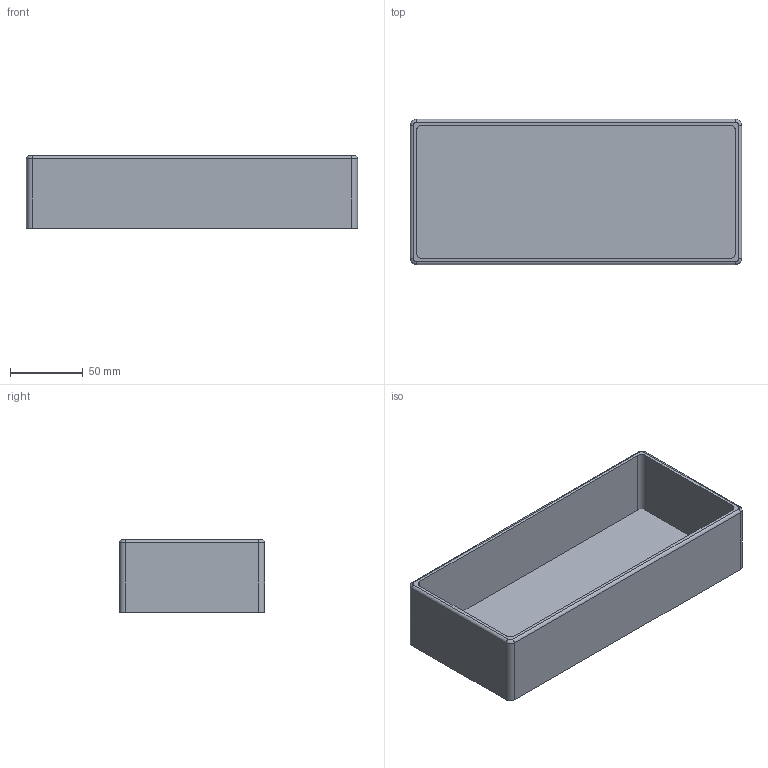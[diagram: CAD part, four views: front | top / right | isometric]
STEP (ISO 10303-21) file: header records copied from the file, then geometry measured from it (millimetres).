
FILE_DESCRIPTION(/* description */ ('STEP AP242','CAx-IF Rec.Pracs.---Representation and Presentation of Product Manufacturing Information (PMI)---4.0---2014-10-13','CAx-IF Rec.Pracs.---3D Tessellated Geometry---0.4---2014-09-14','2;1'),/* implementation_level */ '2;1');
FILE_NAME(/* name */ '64871163ad75a23d9437c0ed',/* time_stamp */ '2023-06-12T12:36:51Z',/* author */ (''),/* organization */ (''),/* preprocessor_version */ 'ST-DEVELOPER v19.4',/* originating_system */ ' ',/* authorisation */ ' ');
FILE_SCHEMA (('AP242_MANAGED_MODEL_BASED_3D_ENGINEERING_MIM_LF { 1 0 10303 442 1 1 4 }'));
Length unit declared in the file: metre
Products named in the file (2): Floor; Walls
Bounding box: 228 x 100 x 50 mm (x, y, z)
Volume: 208405.2 mm3; surface area: 110850.3 mm2
Topology: 2 solids, 2 shells, 32 faces, 76 edges, 48 vertices
Faces by surface type: plane 16, cylinder 12, torus 4
Entity records: 976 total; most frequent: DIRECTION 172, CARTESIAN_POINT 158, ORIENTED_EDGE 152, EDGE_CURVE 76, AXIS2_PLACEMENT_3D 62, VERTEX_POINT 48, LINE 48, VECTOR 48
